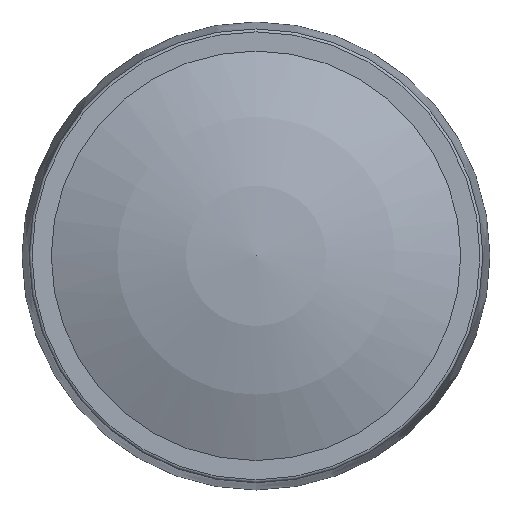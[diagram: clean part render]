
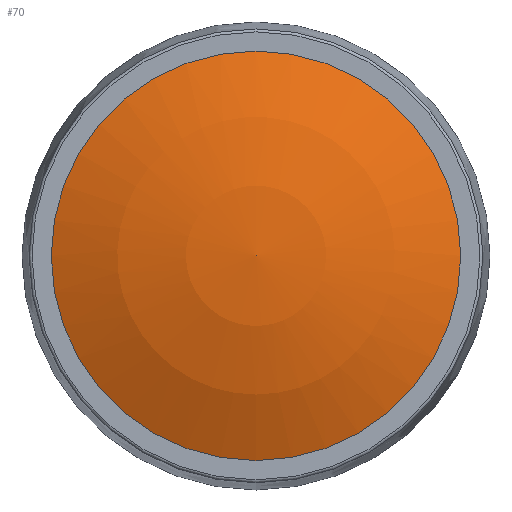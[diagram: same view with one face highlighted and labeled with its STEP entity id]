
A CAD part, top view. The second image highlights one B-rep face of the part: STEP entity #70.
In plain terms, the highlighted spherical face has radius 34.167 mm.
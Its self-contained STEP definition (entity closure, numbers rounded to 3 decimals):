
#70 = ADVANCED_FACE( '', ( #150 ), #151, .T. );
#150 = FACE_OUTER_BOUND( '', #228, .T. );
#151 = SPHERICAL_SURFACE( '', #229, 34.167 );
#228 = EDGE_LOOP( '', ( #328 ) );
#229 = AXIS2_PLACEMENT_3D( '', #329, #330, #331 );
#328 = ORIENTED_EDGE( '', *, *, #381, .T. );
#329 = CARTESIAN_POINT( '', ( 0., 0., -16.167 ) );
#330 = DIRECTION( '', ( 0., 0., 1. ) );
#331 = DIRECTION( '', ( 0., 1., 0. ) );
#381 = EDGE_CURVE( '', #432, #432, #433, .T. );
#432 = VERTEX_POINT( '', #484 );
#433 = CIRCLE( '', #485, 14. );
#484 = CARTESIAN_POINT( '', ( 0., -14., 15. ) );
#485 = AXIS2_PLACEMENT_3D( '', #537, #538, #539 );
#537 = CARTESIAN_POINT( '', ( 0., 0., 15. ) );
#538 = DIRECTION( '', ( 0., 0., 1. ) );
#539 = DIRECTION( '', ( 0., -1., 0. ) );
